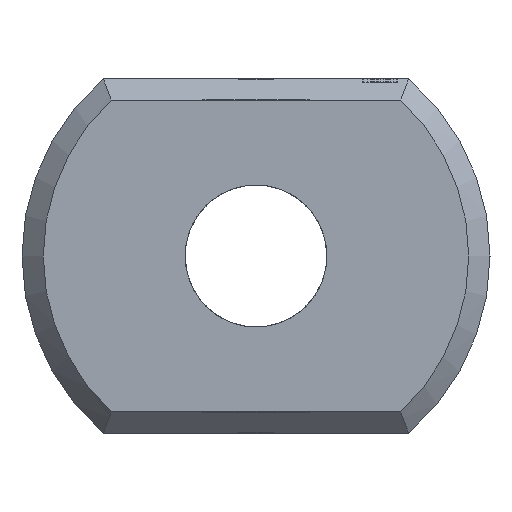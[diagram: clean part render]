
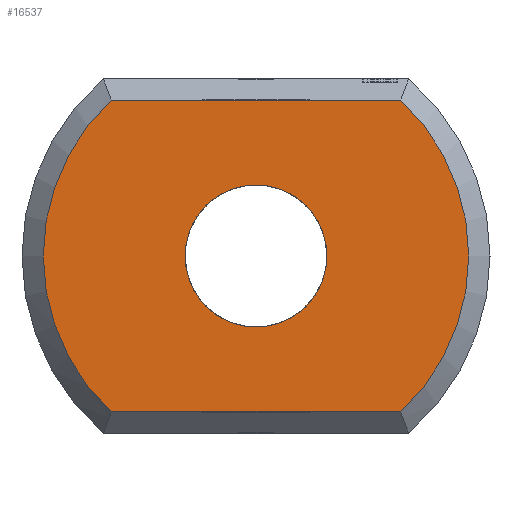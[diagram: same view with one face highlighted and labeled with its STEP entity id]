
A CAD part, left-side view. The second image highlights one B-rep face of the part: STEP entity #16537.
In plain terms, the highlighted planar face has unit normal (-1, 0, 0).
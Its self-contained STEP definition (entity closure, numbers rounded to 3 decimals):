
#4079 = VERTEX_POINT('',#4080);
#4080 = CARTESIAN_POINT('',(0.,-2.04,2.2));
#4089 = VERTEX_POINT('',#4090);
#4090 = CARTESIAN_POINT('',(0.,-2.04,-2.2));
#4097 = EDGE_CURVE('',#4079,#4089,#4098,.T.);
#4098 = CIRCLE('',#4099,3.);
#4099 = AXIS2_PLACEMENT_3D('',#4100,#4101,#4102);
#4100 = CARTESIAN_POINT('',(0.,0.,0.));
#4101 = DIRECTION('',(1.,0.,0.));
#4102 = DIRECTION('',(0.,-0.653,0.758)
  );
#5012 = VERTEX_POINT('',#5013);
#5013 = CARTESIAN_POINT('',(0.,2.04,2.2));
#5020 = EDGE_CURVE('',#4079,#5012,#5021,.T.);
#5021 = LINE('',#5022,#5023);
#5022 = CARTESIAN_POINT('',(0.,-2.154,2.2));
#5023 = VECTOR('',#5024,1.);
#5024 = DIRECTION('',(0.,1.,0.));
#16537 = ADVANCED_FACE('',(#16538,#16557),#16568,.F.);
#16538 = FACE_BOUND('',#16539,.F.);
#16539 = EDGE_LOOP('',(#16540,#16549,#16550,#16551));
#16540 = ORIENTED_EDGE('',*,*,#16541,.T.);
#16541 = EDGE_CURVE('',#16542,#5012,#16544,.T.);
#16542 = VERTEX_POINT('',#16543);
#16543 = CARTESIAN_POINT('',(0.,2.04,-2.2));
#16544 = CIRCLE('',#16545,3.);
#16545 = AXIS2_PLACEMENT_3D('',#16546,#16547,#16548);
#16546 = CARTESIAN_POINT('',(0.,0.,0.));
#16547 = DIRECTION('',(1.,0.,0.));
#16548 = DIRECTION('',(0.,0.653,-0.758)
  );
#16549 = ORIENTED_EDGE('',*,*,#5020,.F.);
#16550 = ORIENTED_EDGE('',*,*,#4097,.T.);
#16551 = ORIENTED_EDGE('',*,*,#16552,.T.);
#16552 = EDGE_CURVE('',#4089,#16542,#16553,.T.);
#16553 = LINE('',#16554,#16555);
#16554 = CARTESIAN_POINT('',(0.,-2.154,-2.2));
#16555 = VECTOR('',#16556,1.);
#16556 = DIRECTION('',(0.,1.,0.));
#16557 = FACE_BOUND('',#16558,.T.);
#16558 = EDGE_LOOP('',(#16559));
#16559 = ORIENTED_EDGE('',*,*,#16560,.T.);
#16560 = EDGE_CURVE('',#16561,#16561,#16563,.T.);
#16561 = VERTEX_POINT('',#16562);
#16562 = CARTESIAN_POINT('',(0.,1.,0.)
  );
#16563 = CIRCLE('',#16564,1.);
#16564 = AXIS2_PLACEMENT_3D('',#16565,#16566,#16567);
#16565 = CARTESIAN_POINT('',(0.,0.,0.));
#16566 = DIRECTION('',(1.,0.,0.));
#16567 = DIRECTION('',(0.,1.,0.));
#16568 = PLANE('',#16569);
#16569 = AXIS2_PLACEMENT_3D('',#16570,#16571,#16572);
#16570 = CARTESIAN_POINT('',(0.,0.,0.));
#16571 = DIRECTION('',(1.,0.,0.));
#16572 = DIRECTION('',(0.,0.,1.));
